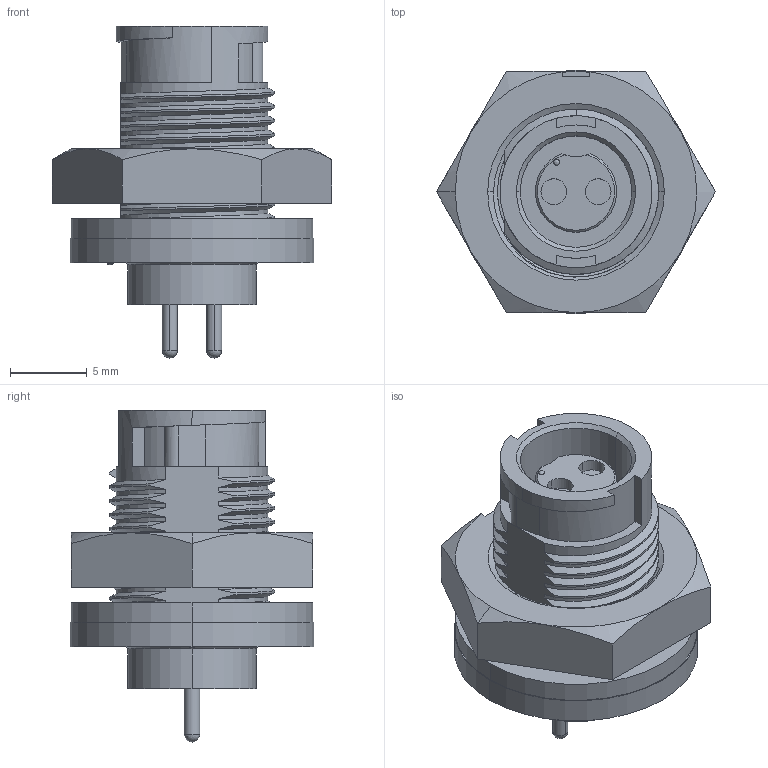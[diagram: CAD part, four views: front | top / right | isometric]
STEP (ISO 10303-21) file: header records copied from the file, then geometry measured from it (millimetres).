
FILE_DESCRIPTION (( 'STEP AP203' ), '1' );
FILE_NAME ('17281-2SG-300.STEP', '2013-07-10T18:11:53', ( 'J0FPBF1' ), ( '' ), 'SwSTEP 2.0', 'SolidWorks 2012', '' );
FILE_SCHEMA (( 'CONFIG_CONTROL_DESIGN' ));
Length unit declared in the file: inch
Products named in the file (1): 17281-2SG-300
Bounding box: 18.18 x 15.88 x 21.64 mm (x, y, z)
Volume: 1891.3 mm3; surface area: 2090.4 mm2
Topology: 2 solids, 2 shells, 153 faces, 405 edges, 263 vertices
Faces by surface type: cylinder 73, plane 34, bspline 25, cone 16, sphere 3, torus 2
Entity records: 11604 total; most frequent: CARTESIAN_POINT 8146, ORIENTED_EDGE 796, DIRECTION 607, EDGE_CURVE 398, VERTEX_POINT 261, AXIS2_PLACEMENT_3D 228, EDGE_LOOP 167, ADVANCED_FACE 153
